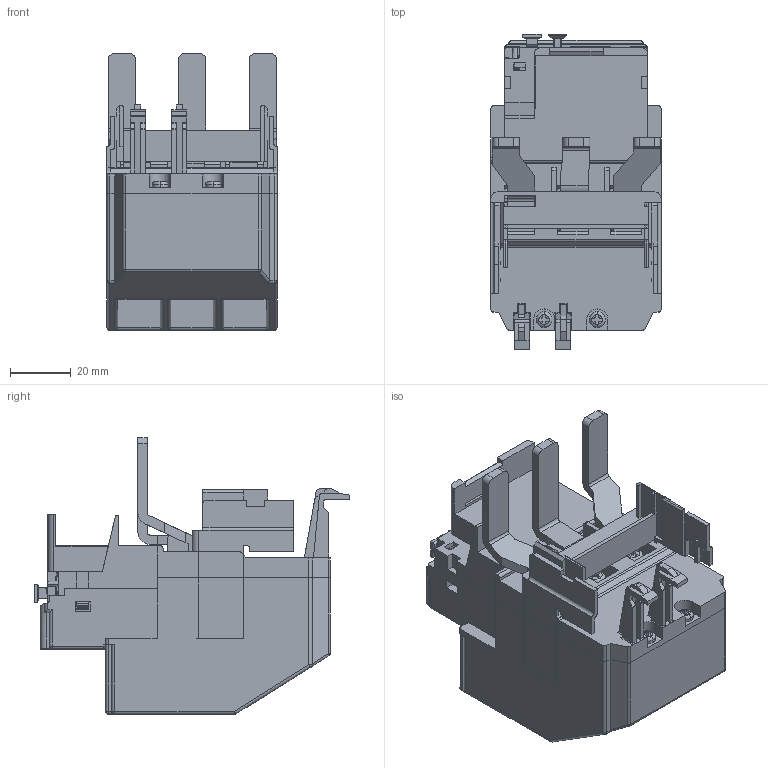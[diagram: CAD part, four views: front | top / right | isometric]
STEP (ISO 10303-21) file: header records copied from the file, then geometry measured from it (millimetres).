
FILE_DESCRIPTION((''),'2;1');
FILE_NAME('10005178136_SW0001','2020-06-04T11:41:04',('MRogals'),('Rockwell Automation'),'CREO PARAMETRIC BY PTC INC, 2017380','CREO PARAMETRIC BY PTC INC, 2017380','');
FILE_SCHEMA(('AUTOMOTIVE_DESIGN { 1 0 10303 214 1 1 1 1 }'));
Products named in the file (1): 10005178136_SW0001
Bounding box: 56 x 104 x 91.1 mm (x, y, z)
Surface area: 109119.3 mm2 (no closed solid volume)
Topology: 0 solids, 104 shells, 3381 faces, 11295 edges, 7750 vertices
Faces by surface type: plane 2264, cylinder 884, cone 104, torus 52, bspline 41, sphere 34, extrusion 2
Entity records: 184124 total; most frequent: CARTESIAN_POINT 28410, DIRECTION 19865, ORIENTED_EDGE 19523, PRESENTATION_STYLE_ASSIGNMENT 14700, STYLED_ITEM 11319, CURVE_STYLE 11260, EDGE_CURVE 11258, VECTOR 8427
